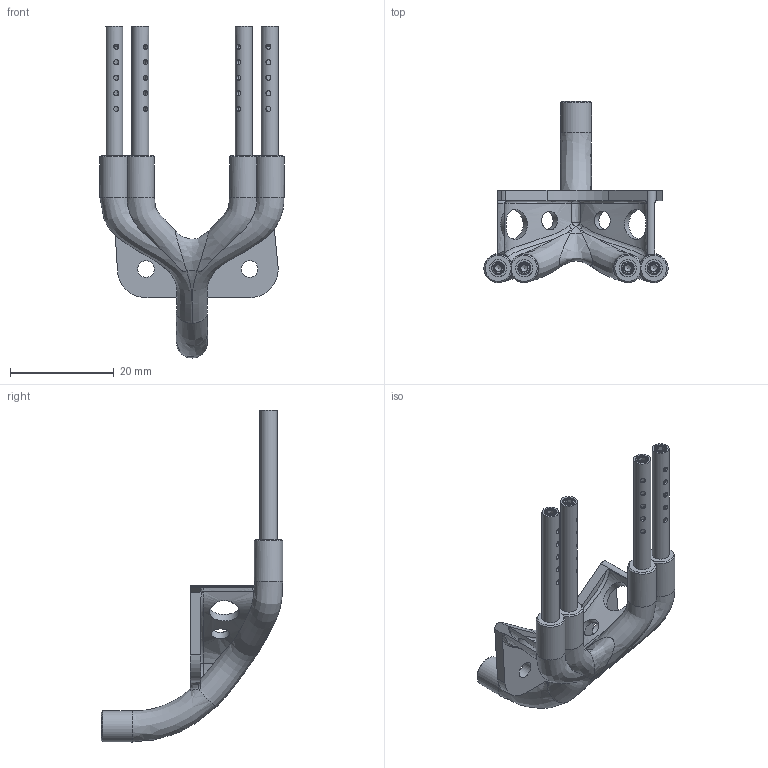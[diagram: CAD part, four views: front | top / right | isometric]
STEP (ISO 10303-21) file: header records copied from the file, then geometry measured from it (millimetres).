
FILE_DESCRIPTION(/* description */ (''),/* implementation_level */ '2;1');
FILE_NAME(/* name */ 'HextrudORT_ NOVA_BerdAIR_Quad_NOVAHD12_MGN12.step',/* time_stamp */ '2022-12-09T10:28:10-05:00',/* author */ (''),/* organization */ (''),/* preprocessor_version */ 'ST-DEVELOPER v19.2',/* originating_system */ 'Autodesk Translation Framework v11.17.0.187',/* authorisation */ '');
FILE_SCHEMA (('AUTOMOTIVE_DESIGN { 1 0 10303 214 3 1 1 }'));
Length unit declared in the file: millimetre
Products named in the file (8): HextrudORT_ NOVA_BerdAIR_Quad_NOVAHD12; BerdAIR_NOVA_HD12_Manifold; BerdAirTube_Assy; BerdAirTube_Assy_1; BerdAirTube_Assy_2; BerdAirTube_Assy_3; M2.5X4_GrubScrew_92605A064; BerdAirTube
Assembly tree (13 placements, depth 3):
  HextrudORT_ NOVA_BerdAIR_Quad_NOVAHD12
    BerdAIR_NOVA_HD12_Manifold
    BerdAirTube_Assy
      M2.5X4_GrubScrew_92605A064
      BerdAirTube
    BerdAirTube_Assy_1
      M2.5X4_GrubScrew_92605A064
      BerdAirTube
    BerdAirTube_Assy_2
      M2.5X4_GrubScrew_92605A064
      BerdAirTube
    BerdAirTube_Assy_3
      M2.5X4_GrubScrew_92605A064
      BerdAirTube
Bounding box: 35.49 x 35.01 x 64.01 mm (x, y, z)
Volume: 3777.7 mm3; surface area: 7187.2 mm2
Topology: 9 solids, 9 shells, 293 faces, 762 edges, 489 vertices
Faces by surface type: cylinder 121, plane 83, bspline 47, cone 41, sphere 1
Full cylindrical faces by diameter (mm): 1 x20, 1.915 x28, 2.4 x4, 2.5 x28, 3.17 x4, 3.2 x2, 3.3 x4, 3.587 x2, 4 x1, 5.768 x2, 6 x1
Entity records: 11330 total; most frequent: CARTESIAN_POINT 7881, ORIENTED_EDGE 788, DIRECTION 511, EDGE_CURVE 394, VERTEX_POINT 264, AXIS2_PLACEMENT_3D 210, B_SPLINE_CURVE_WITH_KNOTS 189, EDGE_LOOP 176
